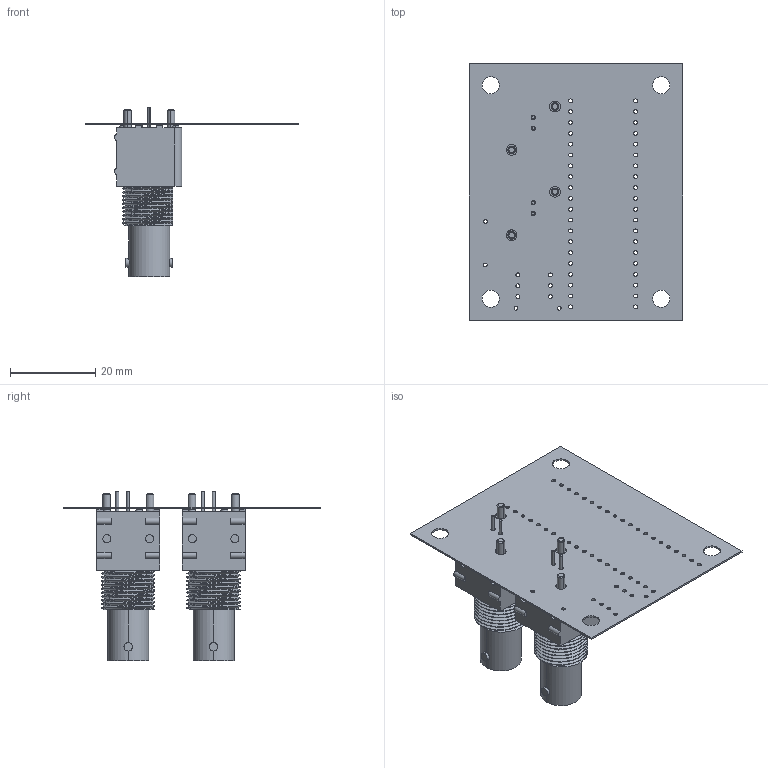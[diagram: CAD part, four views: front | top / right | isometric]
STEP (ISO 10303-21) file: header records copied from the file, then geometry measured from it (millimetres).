
FILE_DESCRIPTION(('Open CASCADE Model'),'2;1');
FILE_NAME('Open CASCADE Shape Model','2023-05-12T17:24:12',('Author'),( 'Open CASCADE'),'Open CASCADE STEP processor 6.2','Open CASCADE 6.2' ,'Unknown');
FILE_SCHEMA(('AUTOMOTIVE_DESIGN { 1 0 10303 214 1 1 1 1 }'));
Length unit declared in the file: millimetre
Products named in the file (4): PCB; Board; Free-Models; 70084606
Assembly tree (4 placements, depth 3):
  PCB
    Board
    Free-Models
      70084606  x2
Bounding box: 50 x 60 x 39.75 mm (x, y, z)
Volume: 9820.9 mm3; surface area: 11676.2 mm2
Topology: 3 solids, 3 shells, 450 faces, 1186 edges, 776 vertices
Faces by surface type: cylinder 206, plane 122, bspline 94, cone 28
Full cylindrical faces by diameter (mm): 0.85 x4, 0.9 x46, 1 x4, 2.5 x4, 4 x4
Entity records: 40238 total; most frequent: CARTESIAN_POINT 27807, DIRECTION 1818, ORIENTED_EDGE 1384, PCURVE 1384, DEFINITIONAL_REPRESENTATION 1384, B_SPLINE_CURVE_WITH_KNOTS 783, LINE 781, VECTOR 781
